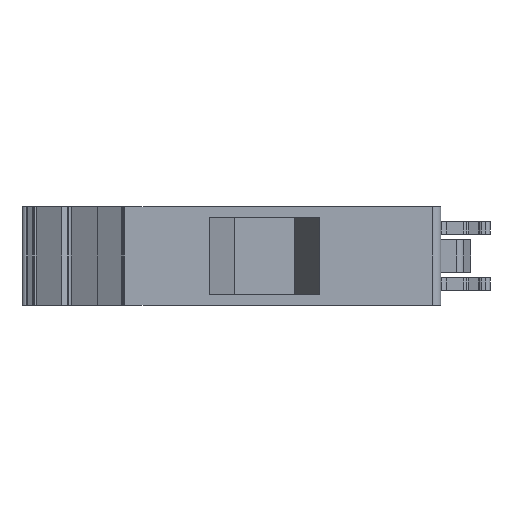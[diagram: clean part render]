
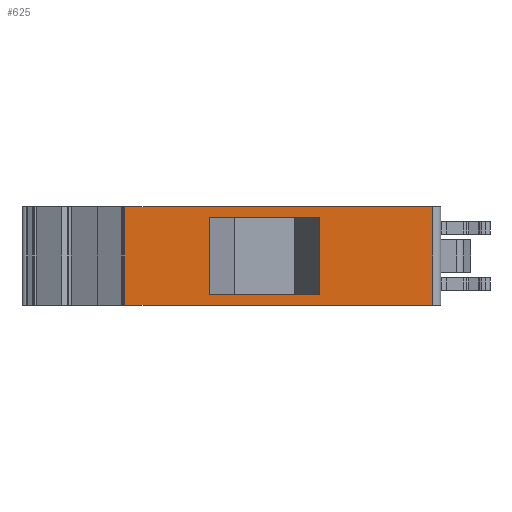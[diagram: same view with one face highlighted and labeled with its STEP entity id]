
A CAD part, left-side view. The second image highlights one B-rep face of the part: STEP entity #625.
In plain terms, the highlighted planar face has unit normal (-1, 0, 0).
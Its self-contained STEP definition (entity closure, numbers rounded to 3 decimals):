
#261 = CARTESIAN_POINT ( 'NONE',  ( -26.4, -10.791, -4.75 ) ) ;
#439 = EDGE_LOOP ( 'NONE', ( #12593, #8083, #1473, #8339 ) ) ;
#524 = DIRECTION ( 'NONE',  ( 0., 0., -1. ) ) ;
#625 = ADVANCED_FACE ( 'NONE', ( #4896, #10152 ), #6701, .F. ) ;
#731 = DIRECTION ( 'NONE',  ( 0., 1., 0. ) ) ;
#1473 = ORIENTED_EDGE ( 'NONE', *, *, #9444, .T. ) ;
#1530 = DIRECTION ( 'NONE',  ( 0., -1., 0. ) ) ;
#1544 = VECTOR ( 'NONE', #1530, 1000. ) ;
#1566 = VECTOR ( 'NONE', #6331, 1000. ) ;
#1782 = DIRECTION ( 'NONE',  ( 0., 0., -1. ) ) ;
#1789 = LINE ( 'NONE', #7492, #7119 ) ;
#1889 = ORIENTED_EDGE ( 'NONE', *, *, #6385, .T. ) ;
#1892 = LINE ( 'NONE', #10236, #1566 ) ;
#2230 = VERTEX_POINT ( 'NONE', #261 ) ;
#3311 = VECTOR ( 'NONE', #7978, 1000. ) ;
#3316 = DIRECTION ( 'NONE',  ( 0., 0., -1. ) ) ;
#3834 = VERTEX_POINT ( 'NONE', #11942 ) ;
#4328 = CARTESIAN_POINT ( 'NONE',  ( -26.4, 12.987, 6. ) ) ;
#4418 = LINE ( 'NONE', #6760, #9371 ) ;
#4436 = VERTEX_POINT ( 'NONE', #8649 ) ;
#4551 = CARTESIAN_POINT ( 'NONE',  ( -26.4, 2.681, 4.75 ) ) ;
#4896 = FACE_OUTER_BOUND ( 'NONE', #12482, .T. ) ;
#4964 = ORIENTED_EDGE ( 'NONE', *, *, #8900, .F. ) ;
#5045 = CARTESIAN_POINT ( 'NONE',  ( -26.4, -10.791, 4.75 ) ) ;
#5374 = ORIENTED_EDGE ( 'NONE', *, *, #8544, .F. ) ;
#5502 = VERTEX_POINT ( 'NONE', #5790 ) ;
#5790 = CARTESIAN_POINT ( 'NONE',  ( -26.4, 12.987, 6. ) ) ;
#6108 = VECTOR ( 'NONE', #7468, 1000. ) ;
#6331 = DIRECTION ( 'NONE',  ( 0., 0., 1. ) ) ;
#6385 = EDGE_CURVE ( 'NONE', #7732, #11175, #1789, .T. ) ;
#6684 = DIRECTION ( 'NONE',  ( 1., 0., 0. ) ) ;
#6701 = PLANE ( 'NONE',  #7742 ) ;
#6760 = CARTESIAN_POINT ( 'NONE',  ( -26.4, -24.555, 6. ) ) ;
#6966 = ORIENTED_EDGE ( 'NONE', *, *, #8402, .T. ) ;
#7119 = VECTOR ( 'NONE', #12393, 1000. ) ;
#7468 = DIRECTION ( 'NONE',  ( 0., 1., 0. ) ) ;
#7492 = CARTESIAN_POINT ( 'NONE',  ( -26.4, -24.555, -6. ) ) ;
#7627 = VERTEX_POINT ( 'NONE', #5045 ) ;
#7732 = VERTEX_POINT ( 'NONE', #10094 ) ;
#7742 = AXIS2_PLACEMENT_3D ( 'NONE', #12577, #6684, #731 ) ;
#7896 = CARTESIAN_POINT ( 'NONE',  ( -26.4, -24.555, 6. ) ) ;
#7978 = DIRECTION ( 'NONE',  ( 0., -1., 0. ) ) ;
#8003 = VERTEX_POINT ( 'NONE', #4551 ) ;
#8083 = ORIENTED_EDGE ( 'NONE', *, *, #10712, .T. ) ;
#8339 = ORIENTED_EDGE ( 'NONE', *, *, #10269, .T. ) ;
#8402 = EDGE_CURVE ( 'NONE', #5502, #7732, #9383, .T. ) ;
#8544 = EDGE_CURVE ( 'NONE', #4436, #11175, #4418, .T. ) ;
#8649 = CARTESIAN_POINT ( 'NONE',  ( -26.4, -24.555, 6. ) ) ;
#8900 = EDGE_CURVE ( 'NONE', #5502, #4436, #10916, .T. ) ;
#9218 = EDGE_CURVE ( 'NONE', #2230, #3834, #11335, .T. ) ;
#9371 = VECTOR ( 'NONE', #1782, 1000. ) ;
#9383 = LINE ( 'NONE', #4328, #11701 ) ;
#9444 = EDGE_CURVE ( 'NONE', #8003, #7627, #10091, .T. ) ;
#9691 = VECTOR ( 'NONE', #524, 1000. ) ;
#10007 = LINE ( 'NONE', #10414, #9691 ) ;
#10091 = LINE ( 'NONE', #12398, #1544 ) ;
#10094 = CARTESIAN_POINT ( 'NONE',  ( -26.4, 12.987, -6. ) ) ;
#10152 = FACE_BOUND ( 'NONE', #439, .T. ) ;
#10186 = CARTESIAN_POINT ( 'NONE',  ( -26.4, -24.555, -6. ) ) ;
#10236 = CARTESIAN_POINT ( 'NONE',  ( -26.4, 2.681, 6. ) ) ;
#10269 = EDGE_CURVE ( 'NONE', #7627, #2230, #10007, .T. ) ;
#10414 = CARTESIAN_POINT ( 'NONE',  ( -26.4, -10.791, 6. ) ) ;
#10712 = EDGE_CURVE ( 'NONE', #3834, #8003, #1892, .T. ) ;
#10916 = LINE ( 'NONE', #7896, #3311 ) ;
#11175 = VERTEX_POINT ( 'NONE', #10186 ) ;
#11335 = LINE ( 'NONE', #11343, #6108 ) ;
#11343 = CARTESIAN_POINT ( 'NONE',  ( -26.4, -11.555, -4.75 ) ) ;
#11701 = VECTOR ( 'NONE', #3316, 1000. ) ;
#11942 = CARTESIAN_POINT ( 'NONE',  ( -26.4, 2.681, -4.75 ) ) ;
#12393 = DIRECTION ( 'NONE',  ( 0., -1., 0. ) ) ;
#12398 = CARTESIAN_POINT ( 'NONE',  ( -26.4, -11.555, 4.75 ) ) ;
#12482 = EDGE_LOOP ( 'NONE', ( #1889, #5374, #4964, #6966 ) ) ;
#12577 = CARTESIAN_POINT ( 'NONE',  ( -26.4, -24.555, 6. ) ) ;
#12593 = ORIENTED_EDGE ( 'NONE', *, *, #9218, .T. ) ;
